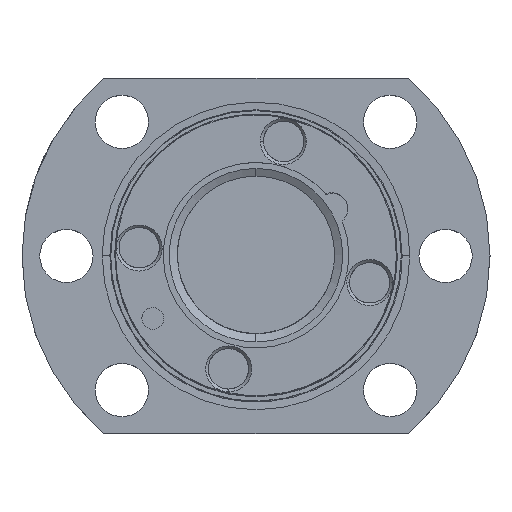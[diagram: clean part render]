
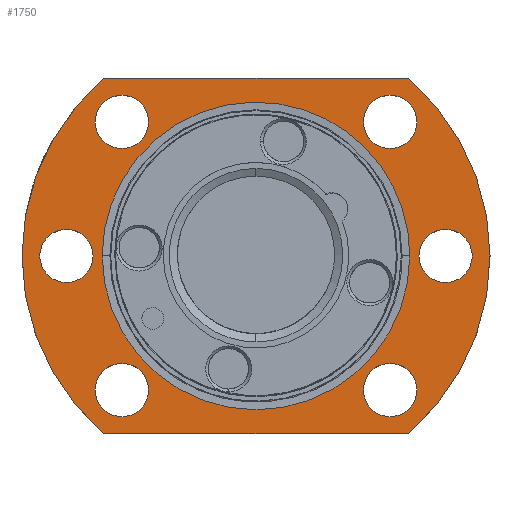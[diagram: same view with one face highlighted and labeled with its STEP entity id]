
A CAD part, top view. The second image highlights one B-rep face of the part: STEP entity #1750.
In plain terms, the highlighted planar face has unit normal (0, 0, 1).
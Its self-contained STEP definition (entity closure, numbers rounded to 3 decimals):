
#10=CARTESIAN_POINT('',(53.413,-28.819,119.25));
#20=DIRECTION('',(0.,0.,-1.));
#30=DIRECTION('',(-1.,0.,-0.));
#40=AXIS2_PLACEMENT_3D('',#10,#20,#30);
#50=PLANE('',#40);
#60=CARTESIAN_POINT('',(0.,-22.,119.25));
#70=DIRECTION('',(1.,0.,-0.));
#80=VECTOR('',#70,1.);
#90=LINE('',#60,#80);
#100=CARTESIAN_POINT('',(-18.894,-22.,119.25));
#110=VERTEX_POINT('',#100);
#120=CARTESIAN_POINT('',(18.894,-22.,119.25));
#130=VERTEX_POINT('',#120);
#140=EDGE_CURVE('',#110,#130,#90,.T.);
#150=ORIENTED_EDGE('',*,*,#140,.T.);
#160=CARTESIAN_POINT('',(0.,0.,
119.25));
#170=DIRECTION('',(0.,0.,-1.));
#180=DIRECTION('',(-1.,0.,0.));
#190=AXIS2_PLACEMENT_3D('',#160,#170,#180);
#200=CIRCLE('',#190,29.);
#210=CARTESIAN_POINT('',(-18.894,22.,119.25));
#220=VERTEX_POINT('',#210);
#230=EDGE_CURVE('',#110,#220,#200,.T.);
#240=ORIENTED_EDGE('',*,*,#230,.F.);
#250=CARTESIAN_POINT('',(0.,22.,119.25));
#260=DIRECTION('',(-1.,0.,-0.));
#270=VECTOR('',#260,1.);
#280=LINE('',#250,#270);
#290=CARTESIAN_POINT('',(18.894,22.,119.25));
#300=VERTEX_POINT('',#290);
#310=EDGE_CURVE('',#300,#220,#280,.T.);
#320=ORIENTED_EDGE('',*,*,#310,.T.);
#330=CARTESIAN_POINT('',(0.,0.,119.25
));
#340=DIRECTION('',(0.,0.,-1.));
#350=DIRECTION('',(-1.,0.,0.));
#360=AXIS2_PLACEMENT_3D('',#330,#340,#350);
#370=CIRCLE('',#360,29.);
#380=EDGE_CURVE('',#300,#130,#370,.T.);
#390=ORIENTED_EDGE('',*,*,#380,.F.);
#400=EDGE_LOOP('',(#390,#320,#240,#150));
#410=FACE_OUTER_BOUND('',#400,.T.);
#420=CARTESIAN_POINT('',(0.,0.,
119.25));
#430=DIRECTION('',(0.,0.,1.));
#440=DIRECTION('',(1.,0.,0.));
#450=AXIS2_PLACEMENT_3D('',#420,#430,#440);
#460=CIRCLE('',#450,19.059);
#470=CARTESIAN_POINT('',(5.89,18.126,119.25));
#480=VERTEX_POINT('',#470);
#490=CARTESIAN_POINT('',(-19.059,0.,119.25))
;
#500=VERTEX_POINT('',#490);
#510=EDGE_CURVE('',#480,#500,#460,.T.);
#520=ORIENTED_EDGE('',*,*,#510,.F.);
#530=CARTESIAN_POINT('',(19.059,0.,119.25));
#540=VERTEX_POINT('',#530);
#550=EDGE_CURVE('',#500,#540,#460,.T.);
#560=ORIENTED_EDGE('',*,*,#550,.F.);
#570=EDGE_CURVE('',#540,#480,#460,.T.);
#580=ORIENTED_EDGE('',*,*,#570,.F.);
#590=EDGE_LOOP('',(#580,#560,#520));
#600=FACE_BOUND('',#590,.T.);
#610=CARTESIAN_POINT('',(23.5,0.,119.25));
#620=DIRECTION('',(0.,0.,-1.));
#630=DIRECTION('',(-1.,0.,0.));
#640=AXIS2_PLACEMENT_3D('',#610,#620,#630);
#650=CIRCLE('',#640,3.3);
#660=CARTESIAN_POINT('',(26.8,0.,119.25));
#670=VERTEX_POINT('',#660);
#680=CARTESIAN_POINT('',(20.2,0.,119.25));
#690=VERTEX_POINT('',#680);
#700=EDGE_CURVE('',#670,#690,#650,.T.);
#710=ORIENTED_EDGE('',*,*,#700,.T.);
#720=CARTESIAN_POINT('',(23.5,3.3,119.25));
#730=VERTEX_POINT('',#720);
#740=EDGE_CURVE('',#730,#670,#650,.T.);
#750=ORIENTED_EDGE('',*,*,#740,.T.);
#760=EDGE_CURVE('',#690,#730,#650,.T.);
#770=ORIENTED_EDGE('',*,*,#760,.T.);
#780=EDGE_LOOP('',(#770,#750,#710));
#790=FACE_BOUND('',#780,.T.);
#800=CARTESIAN_POINT('',(16.617,-16.617,119.25));
#810=DIRECTION('',(0.,0.,-1.));
#820=DIRECTION('',(-1.,0.,0.));
#830=AXIS2_PLACEMENT_3D('',#800,#810,#820);
#840=CIRCLE('',#830,3.3);
#850=CARTESIAN_POINT('',(19.917,-16.617,119.25));
#860=VERTEX_POINT('',#850);
#870=CARTESIAN_POINT('',(13.317,-16.617,119.25));
#880=VERTEX_POINT('',#870);
#890=EDGE_CURVE('',#860,#880,#840,.T.);
#900=ORIENTED_EDGE('',*,*,#890,.T.);
#910=CARTESIAN_POINT('',(16.617,-13.317,119.25));
#920=VERTEX_POINT('',#910);
#930=EDGE_CURVE('',#920,#860,#840,.T.);
#940=ORIENTED_EDGE('',*,*,#930,.T.);
#950=EDGE_CURVE('',#880,#920,#840,.T.);
#960=ORIENTED_EDGE('',*,*,#950,.T.);
#970=EDGE_LOOP('',(#960,#940,#900));
#980=FACE_BOUND('',#970,.T.);
#990=CARTESIAN_POINT('',(-16.617,16.617,119.25));
#1000=DIRECTION('',(0.,0.,-1.));
#1010=DIRECTION('',(-1.,0.,0.));
#1020=AXIS2_PLACEMENT_3D('',#990,#1000,#1010);
#1030=CIRCLE('',#1020,3.3);
#1040=CARTESIAN_POINT('',(-19.917,16.617,119.25));
#1050=VERTEX_POINT('',#1040);
#1060=CARTESIAN_POINT('',(-13.317,16.617,119.25));
#1070=VERTEX_POINT('',#1060);
#1080=EDGE_CURVE('',#1050,#1070,#1030,.T.);
#1090=ORIENTED_EDGE('',*,*,#1080,.T.);
#1100=CARTESIAN_POINT('',(-16.617,13.317,119.25));
#1110=VERTEX_POINT('',#1100);
#1120=EDGE_CURVE('',#1110,#1050,#1030,.T.);
#1130=ORIENTED_EDGE('',*,*,#1120,.T.);
#1140=EDGE_CURVE('',#1070,#1110,#1030,.T.);
#1150=ORIENTED_EDGE('',*,*,#1140,.T.);
#1160=EDGE_LOOP('',(#1150,#1130,#1090));
#1170=FACE_BOUND('',#1160,.T.);
#1180=CARTESIAN_POINT('',(16.617,16.617,119.25));
#1190=DIRECTION('',(0.,0.,-1.));
#1200=DIRECTION('',(-1.,0.,0.));
#1210=AXIS2_PLACEMENT_3D('',#1180,#1190,#1200);
#1220=CIRCLE('',#1210,3.3);
#1230=CARTESIAN_POINT('',(19.917,16.617,119.25));
#1240=VERTEX_POINT('',#1230);
#1250=CARTESIAN_POINT('',(13.317,16.617,119.25));
#1260=VERTEX_POINT('',#1250);
#1270=EDGE_CURVE('',#1240,#1260,#1220,.T.);
#1280=ORIENTED_EDGE('',*,*,#1270,.T.);
#1290=CARTESIAN_POINT('',(16.617,19.917,119.25));
#1300=VERTEX_POINT('',#1290);
#1310=EDGE_CURVE('',#1300,#1240,#1220,.T.);
#1320=ORIENTED_EDGE('',*,*,#1310,.T.);
#1330=EDGE_CURVE('',#1260,#1300,#1220,.T.);
#1340=ORIENTED_EDGE('',*,*,#1330,.T.);
#1350=EDGE_LOOP('',(#1340,#1320,#1280));
#1360=FACE_BOUND('',#1350,.T.);
#1370=CARTESIAN_POINT('',(-23.5,0.,119.25));
#1380=DIRECTION('',(0.,0.,-1.));
#1390=DIRECTION('',(-1.,0.,0.));
#1400=AXIS2_PLACEMENT_3D('',#1370,#1380,#1390);
#1410=CIRCLE('',#1400,3.3);
#1420=CARTESIAN_POINT('',(-20.2,0.,119.25));
#1430=VERTEX_POINT('',#1420);
#1440=CARTESIAN_POINT('',(-26.8,0.,119.25));
#1450=VERTEX_POINT('',#1440);
#1460=EDGE_CURVE('',#1430,#1450,#1410,.T.);
#1470=ORIENTED_EDGE('',*,*,#1460,.T.);
#1480=CARTESIAN_POINT('',(-23.5,3.3,119.25));
#1490=VERTEX_POINT('',#1480);
#1500=EDGE_CURVE('',#1490,#1430,#1410,.T.);
#1510=ORIENTED_EDGE('',*,*,#1500,.T.);
#1520=EDGE_CURVE('',#1450,#1490,#1410,.T.);
#1530=ORIENTED_EDGE('',*,*,#1520,.T.);
#1540=EDGE_LOOP('',(#1530,#1510,#1470));
#1550=FACE_BOUND('',#1540,.T.);
#1560=CARTESIAN_POINT('',(-16.617,-16.617,119.25));
#1570=DIRECTION('',(0.,0.,-1.));
#1580=DIRECTION('',(-1.,0.,0.));
#1590=AXIS2_PLACEMENT_3D('',#1560,#1570,#1580);
#1600=CIRCLE('',#1590,3.3);
#1610=CARTESIAN_POINT('',(-19.917,-16.617,119.25));
#1620=VERTEX_POINT('',#1610);
#1630=CARTESIAN_POINT('',(-13.317,-16.617,119.25));
#1640=VERTEX_POINT('',#1630);
#1650=EDGE_CURVE('',#1620,#1640,#1600,.T.);
#1660=ORIENTED_EDGE('',*,*,#1650,.T.);
#1670=CARTESIAN_POINT('',(-16.617,-19.917,119.25));
#1680=VERTEX_POINT('',#1670);
#1690=EDGE_CURVE('',#1680,#1620,#1600,.T.);
#1700=ORIENTED_EDGE('',*,*,#1690,.T.);
#1710=EDGE_CURVE('',#1640,#1680,#1600,.T.);
#1720=ORIENTED_EDGE('',*,*,#1710,.T.);
#1730=EDGE_LOOP('',(#1720,#1700,#1660));
#1740=FACE_BOUND('',#1730,.T.);
#1750=ADVANCED_FACE('',(#410,#600,#790,#980,#1170,#1360,#1550,#1740),#50
,.F.);
